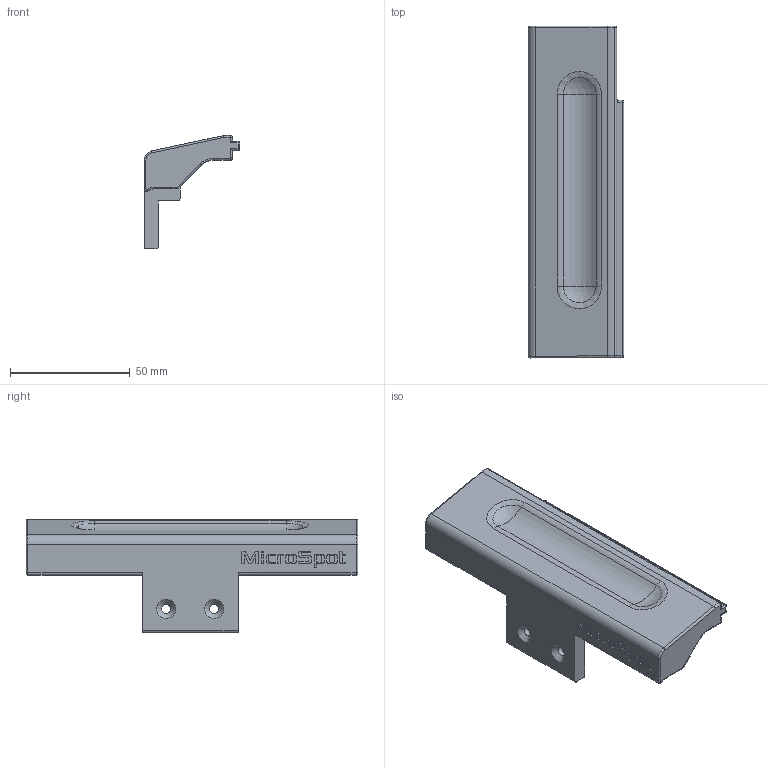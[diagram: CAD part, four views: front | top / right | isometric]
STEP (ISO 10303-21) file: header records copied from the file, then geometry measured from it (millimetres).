
FILE_DESCRIPTION(('FreeCAD Model'),'2;1');
FILE_NAME('LAxisShield.step','2018-06-19T20:46:37',( 'Author'),(''),'Open CASCADE STEP processor 6.9','FreeCAD','Unknown' );
FILE_SCHEMA(('AUTOMOTIVE_DESIGN_CC2 { 1 2 10303 214 -1 1 5 4 }'));
Length unit declared in the file: millimetre
Products named in the file (2): ASSEMBLY; LAxisShield
Assembly tree (1 placements, depth 2):
  ASSEMBLY
    LAxisShield
Bounding box: 40 x 138.5 x 47.49 mm (x, y, z)
Volume: 61249.2 mm3; surface area: 19588.7 mm2
Topology: 1 solids, 1 shells, 227 faces, 588 edges, 370 vertices
Faces by surface type: plane 122, cylinder 40, extrusion 36, torus 9, bspline 8, sphere 6, revolution 4, cone 2
Full cylindrical faces by diameter (mm): 3.8 x2
Entity records: 16753 total; most frequent: CARTESIAN_POINT 5262, DIRECTION 2009, VECTOR 1449, LINE 1413, ORIENTED_EDGE 1162, PCURVE 1162, DEFINITIONAL_REPRESENTATION 1162, EDGE_CURVE 581
